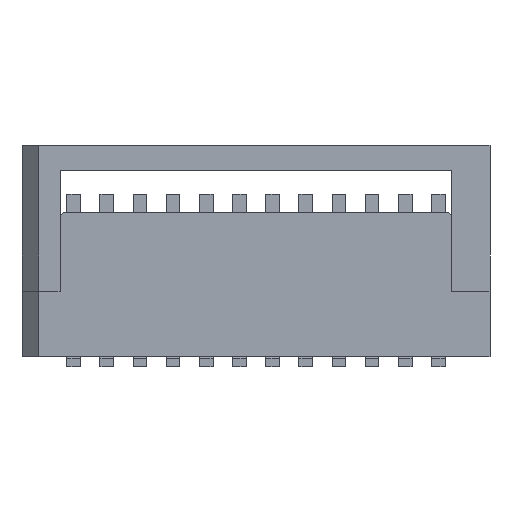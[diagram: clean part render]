
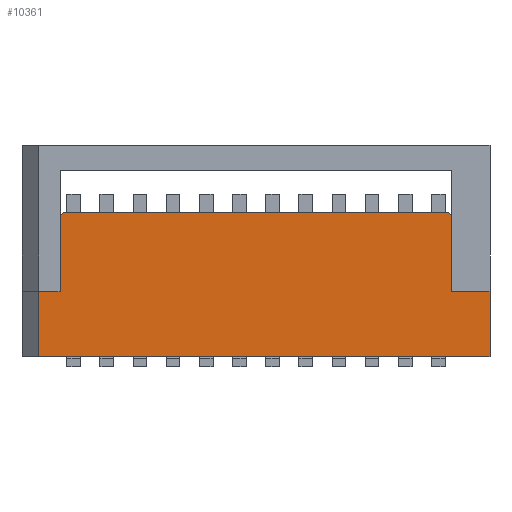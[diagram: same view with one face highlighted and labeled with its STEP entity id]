
A CAD part, front view. The second image highlights one B-rep face of the part: STEP entity #10361.
In plain terms, the highlighted planar face has unit normal (0, -1, 0).
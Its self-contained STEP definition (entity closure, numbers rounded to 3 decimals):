
#286=PLANE('',#12032);
#972=LINE('',#16167,#2165);
#974=LINE('',#16171,#2167);
#1019=LINE('',#16268,#2212);
#1023=LINE('',#16275,#2216);
#1024=LINE('',#16278,#2217);
#1025=LINE('',#16279,#2218);
#1026=LINE('',#16281,#2219);
#1027=LINE('',#16283,#2220);
#1028=LINE('',#16284,#2221);
#1029=LINE('',#16286,#2222);
#2165=VECTOR('',#13378,1000.);
#2167=VECTOR('',#13382,1000.);
#2212=VECTOR('',#13447,1000.);
#2216=VECTOR('',#13453,1000.);
#2217=VECTOR('',#13454,1000.);
#2218=VECTOR('',#13455,1000.);
#2219=VECTOR('',#13456,1000.);
#2220=VECTOR('',#13457,1000.);
#2221=VECTOR('',#13458,1000.);
#2222=VECTOR('',#13459,1000.);
#3943=ORIENTED_EDGE('',*,*,#6559,.F.);
#3944=ORIENTED_EDGE('',*,*,#6560,.T.);
#3945=ORIENTED_EDGE('',*,*,#6510,.T.);
#3946=ORIENTED_EDGE('',*,*,#6555,.T.);
#3947=ORIENTED_EDGE('',*,*,#6561,.T.);
#3948=ORIENTED_EDGE('',*,*,#6562,.T.);
#3949=ORIENTED_EDGE('',*,*,#6563,.T.);
#3950=ORIENTED_EDGE('',*,*,#6508,.T.);
#3951=ORIENTED_EDGE('',*,*,#6564,.T.);
#3952=ORIENTED_EDGE('',*,*,#6565,.F.);
#6508=EDGE_CURVE('',#7892,#7891,#972,.T.);
#6510=EDGE_CURVE('',#7893,#7894,#974,.T.);
#6555=EDGE_CURVE('',#7894,#7934,#1019,.T.);
#6559=EDGE_CURVE('',#7937,#7938,#1023,.T.);
#6560=EDGE_CURVE('',#7937,#7893,#1024,.T.);
#6561=EDGE_CURVE('',#7934,#7939,#1025,.T.);
#6562=EDGE_CURVE('',#7939,#7940,#1026,.T.);
#6563=EDGE_CURVE('',#7940,#7892,#1027,.T.);
#6564=EDGE_CURVE('',#7891,#7941,#1028,.F.);
#6565=EDGE_CURVE('',#7938,#7941,#1029,.T.);
#7891=VERTEX_POINT('',#16166);
#7892=VERTEX_POINT('',#16168);
#7893=VERTEX_POINT('',#16172);
#7894=VERTEX_POINT('',#16173);
#7934=VERTEX_POINT('',#16267);
#7937=VERTEX_POINT('',#16276);
#7938=VERTEX_POINT('',#16277);
#7939=VERTEX_POINT('',#16280);
#7940=VERTEX_POINT('',#16282);
#7941=VERTEX_POINT('',#16285);
#9026=EDGE_LOOP('',(#3943,#3944,#3945,#3946,#3947,#3948,#3949,#3950,#3951,
#3952));
#9665=FACE_BOUND('',#9026,.T.);
#10361=ADVANCED_FACE('',(#9665),#286,.T.);
#12032=AXIS2_PLACEMENT_3D('',#16274,#13451,#13452);
#13378=DIRECTION('',(-1.,0.,0.));
#13382=DIRECTION('',(1.,0.,0.));
#13447=DIRECTION('',(0.,0.,1.));
#13451=DIRECTION('',(0.,-1.,0.));
#13452=DIRECTION('',(0.,0.,-1.));
#13453=DIRECTION('',(1.,0.,0.));
#13454=DIRECTION('',(0.,0.,-1.));
#13455=DIRECTION('',(-1.,0.,0.));
#13456=DIRECTION('',(0.,0.,1.));
#13457=DIRECTION('',(-0.707,0.,0.707));
#13458=DIRECTION('',(0.707,0.,0.707));
#13459=DIRECTION('',(0.,0.,1.));
#16166=CARTESIAN_POINT('',(-5.75,-6.75,4.3));
#16167=CARTESIAN_POINT('',(6.985,-6.75,4.3));
#16168=CARTESIAN_POINT('',(5.75,-6.75,4.3));
#16171=CARTESIAN_POINT('',(-6.985,-6.75,0.));
#16172=CARTESIAN_POINT('',(-6.485,-6.75,0.));
#16173=CARTESIAN_POINT('',(6.985,-6.75,0.));
#16267=CARTESIAN_POINT('',(6.985,-6.75,1.95));
#16268=CARTESIAN_POINT('',(6.985,-6.75,0.));
#16274=CARTESIAN_POINT('',(0.,-6.75,0.));
#16275=CARTESIAN_POINT('',(-6.985,-6.75,1.95));
#16276=CARTESIAN_POINT('',(-6.485,-6.75,1.95));
#16277=CARTESIAN_POINT('',(-5.85,-6.75,1.95));
#16278=CARTESIAN_POINT('',(-6.485,-6.75,0.));
#16279=CARTESIAN_POINT('',(6.985,-6.75,1.95));
#16280=CARTESIAN_POINT('',(5.85,-6.75,1.95));
#16281=CARTESIAN_POINT('',(5.85,-6.75,1.95));
#16282=CARTESIAN_POINT('',(5.85,-6.75,4.2));
#16283=CARTESIAN_POINT('',(5.025,-6.75,5.025));
#16284=CARTESIAN_POINT('',(-5.025,-6.75,5.025));
#16285=CARTESIAN_POINT('',(-5.85,-6.75,4.2));
#16286=CARTESIAN_POINT('',(-5.85,-6.75,1.95));
